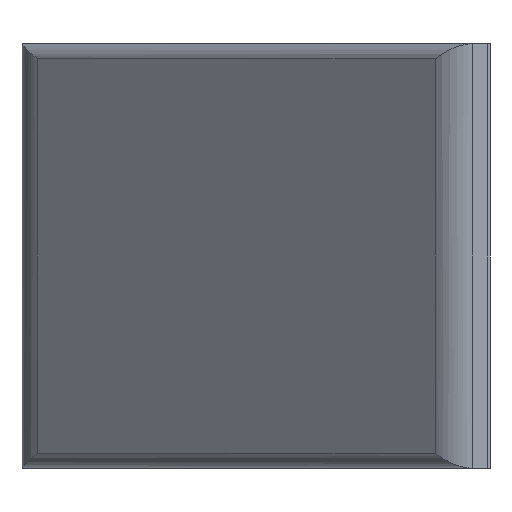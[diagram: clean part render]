
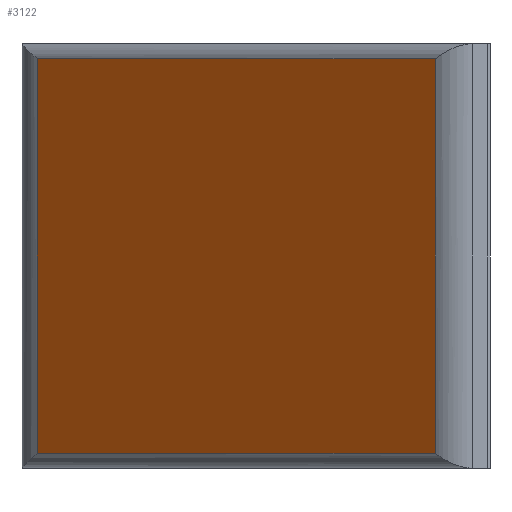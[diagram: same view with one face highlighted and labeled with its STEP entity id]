
A CAD part, left-side view. The second image highlights one B-rep face of the part: STEP entity #3122.
In plain terms, the highlighted face is planar.
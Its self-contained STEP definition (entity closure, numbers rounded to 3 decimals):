
#1858=ORIENTED_EDGE('',*,*,#2500,.F.);
#1859=ORIENTED_EDGE('',*,*,#2503,.F.);
#1860=ORIENTED_EDGE('',*,*,#2506,.T.);
#1861=ORIENTED_EDGE('',*,*,#2508,.T.);
#2092=VECTOR('',#2844,1.);
#2093=VECTOR('',#2847,1.);
#2095=VECTOR('',#2851,1.);
#2097=VECTOR('',#2859,1.);
#2238=LINE('',#3553,#2092);
#2239=LINE('',#3870,#2093);
#2241=LINE('',#4050,#2095);
#2243=LINE('',#4055,#2097);
#2370=VERTEX_POINT('',#3375);
#2371=VERTEX_POINT('',#3552);
#2372=VERTEX_POINT('',#3712);
#2373=VERTEX_POINT('',#3873);
#2500=EDGE_CURVE('',#2370,#2371,#2238,.T.);
#2503=EDGE_CURVE('',#2372,#2370,#2239,.T.);
#2506=EDGE_CURVE('',#2372,#2373,#2241,.T.);
#2508=EDGE_CURVE('',#2373,#2371,#2243,.T.);
#2582=EDGE_LOOP('',(#1858,#1859,#1860,#1861));
#2642=FACE_BOUND('',#2582,.T.);
#2844=DIRECTION('',(0.,0.,-53.));
#2847=DIRECTION('',(75.601,0.,0.));
#2851=DIRECTION('',(0.,0.,-53.));
#2859=DIRECTION('',(75.601,0.,0.));
#2860=DIRECTION('',(0.,-1.,0.));
#2861=DIRECTION('',(-1.,0.,0.));
#3007=AXIS2_PLACEMENT_3D('',#4056,#2860,#2861);
#3064=PLANE('',#3007);
#3122=ADVANCED_FACE('',(#2642),#3064,.T.);
#3375=CARTESIAN_POINT('',(37.801,-4.,26.5));
#3552=CARTESIAN_POINT('',(37.801,-4.,-26.5));
#3553=CARTESIAN_POINT('',(37.801,-4.,26.5));
#3712=CARTESIAN_POINT('',(-37.801,-4.,26.5));
#3870=CARTESIAN_POINT('',(-37.801,-4.,26.5));
#3873=CARTESIAN_POINT('',(-37.801,-4.,-26.5));
#4050=CARTESIAN_POINT('',(-37.801,-4.,26.5));
#4055=CARTESIAN_POINT('',(-37.801,-4.,-26.5));
#4056=CARTESIAN_POINT('',(-37.801,-4.,0.));
